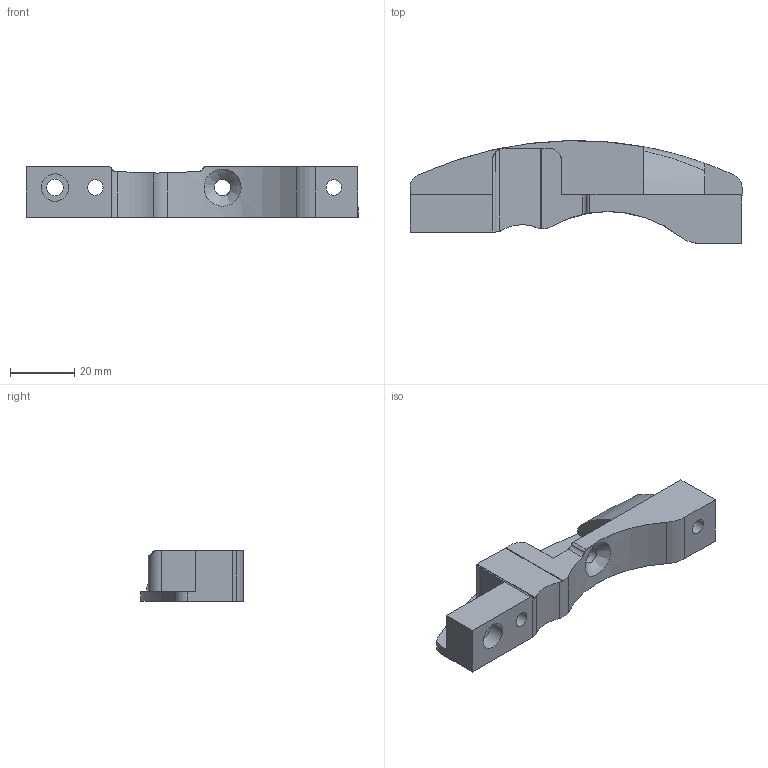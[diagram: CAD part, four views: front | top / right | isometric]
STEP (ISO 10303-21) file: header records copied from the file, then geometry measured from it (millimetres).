
FILE_DESCRIPTION(/* description */ (''),/* implementation_level */ '2;1');
FILE_NAME(/* name */ 'support xtech pour amortisseur a usiner.step',/* time_stamp */ '2021-03-12T08:53:07+01:00',/* author */ (''),/* organization */ (''),/* preprocessor_version */ 'ST-DEVELOPER v18.1',/* originating_system */ 'Autodesk Translation Framework v9.7.1.1290',/* authorisation */ '');
FILE_SCHEMA (('AUTOMOTIVE_DESIGN { 1 0 10303 214 3 1 1 }'));
Length unit declared in the file: millimetre
Products named in the file (1): support xtech pour amortisseur
Bounding box: 103 x 31.88 x 15.75 mm (x, y, z)
Volume: 24127.5 mm3; surface area: 9676.6 mm2
Topology: 1 solids, 1 shells, 198 faces, 567 edges, 377 vertices
Faces by surface type: bspline 136, plane 41, cylinder 21
Full cylindrical faces by diameter (mm): 4.8 x2, 5.1 x2, 8.5 x1
Entity records: 8235 total; most frequent: CARTESIAN_POINT 3933, ORIENTED_EDGE 1134, EDGE_CURVE 567, DIRECTION 451, VERTEX_POINT 377, B_SPLINE_CURVE_WITH_KNOTS 281, LINE 247, VECTOR 247
